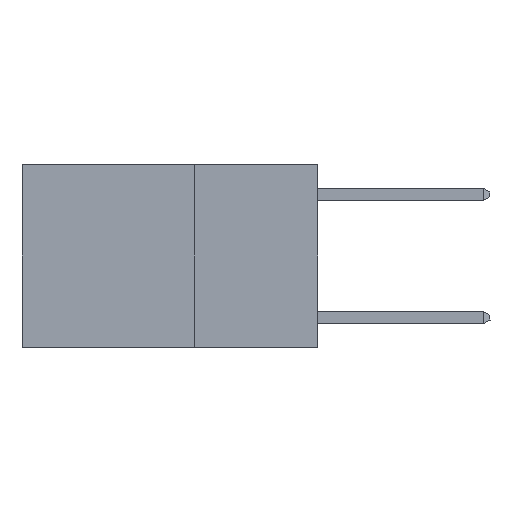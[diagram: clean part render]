
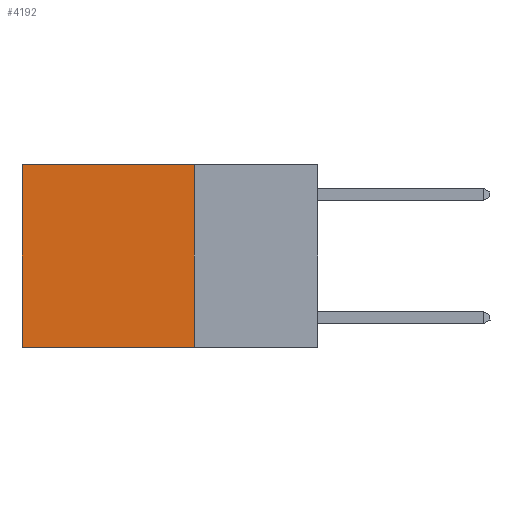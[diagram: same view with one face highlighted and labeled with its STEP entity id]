
A CAD part, left-side view. The second image highlights one B-rep face of the part: STEP entity #4192.
In plain terms, the highlighted planar face has unit normal (-1, 0, 0).
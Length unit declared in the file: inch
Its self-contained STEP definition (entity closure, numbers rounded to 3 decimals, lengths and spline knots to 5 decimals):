
#887 = VERTEX_POINT ( 'NONE', #11205 ) ;
#1267 = EDGE_CURVE ( 'NONE', #22847, #19537, #15359, .T. ) ;
#2812 = PLANE ( 'NONE',  #9167 ) ;
#2955 = DIRECTION ( 'NONE',  ( 0., 1., 0. ) ) ;
#4192 = ADVANCED_FACE ( 'NONE', ( #8331 ), #2812, .F. ) ;
#4754 = CARTESIAN_POINT ( 'NONE',  ( 0.2625, 0.25, 0. ) ) ;
#5295 = CARTESIAN_POINT ( 'NONE',  ( 0.2625, 0.6, 0. ) ) ;
#5601 = EDGE_CURVE ( 'NONE', #19537, #887, #24654, .T. ) ;
#5935 = ORIENTED_EDGE ( 'NONE', *, *, #5601, .T. ) ;
#6683 = DIRECTION ( 'NONE',  ( 1., 0., 0. ) ) ;
#7841 = CARTESIAN_POINT ( 'NONE',  ( 0.2625, 0.25, -0.37 ) ) ;
#8331 = FACE_OUTER_BOUND ( 'NONE', #17448, .T. ) ;
#8443 = VERTEX_POINT ( 'NONE', #16140 ) ;
#9167 = AXIS2_PLACEMENT_3D ( 'NONE', #4754, #6683, #20218 ) ;
#11193 = EDGE_CURVE ( 'NONE', #22847, #8443, #16721, .T. ) ;
#11205 = CARTESIAN_POINT ( 'NONE',  ( 0.2625, 0.6, -0.37 ) ) ;
#12452 = CARTESIAN_POINT ( 'NONE',  ( 0.2625, 0.25, 0. ) ) ;
#12829 = CARTESIAN_POINT ( 'NONE',  ( 0.2625, 0.6, 0. ) ) ;
#13113 = ORIENTED_EDGE ( 'NONE', *, *, #1267, .T. ) ;
#13141 = LINE ( 'NONE', #7841, #23456 ) ;
#14116 = CARTESIAN_POINT ( 'NONE',  ( 0.2625, 0.25, 0. ) ) ;
#14783 = VECTOR ( 'NONE', #2955, 39.37008 ) ;
#15359 = LINE ( 'NONE', #12452, #14783 ) ;
#16096 = VECTOR ( 'NONE', #17300, 39.37008 ) ;
#16140 = CARTESIAN_POINT ( 'NONE',  ( 0.2625, 0.25, -0.37 ) ) ;
#16721 = LINE ( 'NONE', #21108, #16096 ) ;
#17300 = DIRECTION ( 'NONE',  ( 0., 0., -1. ) ) ;
#17448 = EDGE_LOOP ( 'NONE', ( #5935, #18763, #23475, #13113 ) ) ;
#18763 = ORIENTED_EDGE ( 'NONE', *, *, #21217, .F. ) ;
#19537 = VERTEX_POINT ( 'NONE', #12829 ) ;
#19539 = VECTOR ( 'NONE', #24620, 39.37008 ) ;
#20218 = DIRECTION ( 'NONE',  ( 0., 0., -1. ) ) ;
#21108 = CARTESIAN_POINT ( 'NONE',  ( 0.2625, 0.25, 0. ) ) ;
#21217 = EDGE_CURVE ( 'NONE', #8443, #887, #13141, .T. ) ;
#22847 = VERTEX_POINT ( 'NONE', #14116 ) ;
#23333 = DIRECTION ( 'NONE',  ( 0., 1., 0. ) ) ;
#23456 = VECTOR ( 'NONE', #23333, 39.37008 ) ;
#23475 = ORIENTED_EDGE ( 'NONE', *, *, #11193, .F. ) ;
#24620 = DIRECTION ( 'NONE',  ( 0., 0., -1. ) ) ;
#24654 = LINE ( 'NONE', #5295, #19539 ) ;
